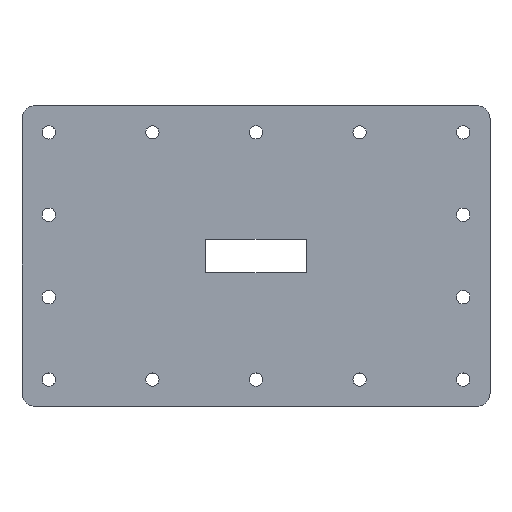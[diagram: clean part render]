
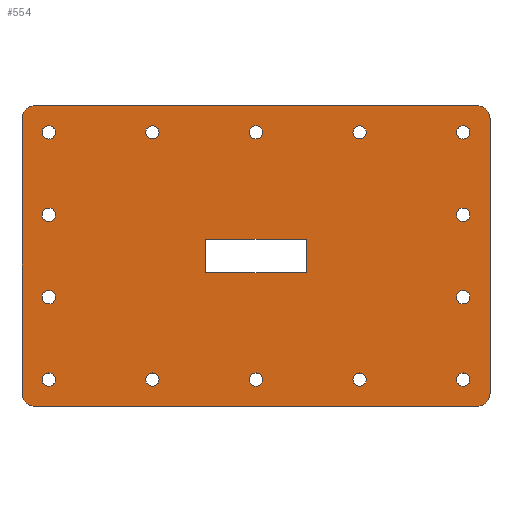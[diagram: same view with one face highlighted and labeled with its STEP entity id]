
A CAD part, top view. The second image highlights one B-rep face of the part: STEP entity #554.
In plain terms, the highlighted planar face has unit normal (0, 0, 1).
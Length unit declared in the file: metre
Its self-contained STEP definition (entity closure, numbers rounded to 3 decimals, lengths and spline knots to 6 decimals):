
#21=CIRCLE('',#572,0.02);
#23=CIRCLE('',#576,0.02);
#25=CIRCLE('',#580,0.02);
#26=CIRCLE('',#586,0.01);
#28=CIRCLE('',#589,0.01);
#30=CIRCLE('',#592,0.01);
#32=CIRCLE('',#595,0.01);
#34=CIRCLE('',#598,0.01);
#36=CIRCLE('',#601,0.01);
#38=CIRCLE('',#604,0.01);
#40=CIRCLE('',#607,0.01);
#42=CIRCLE('',#610,0.01);
#44=CIRCLE('',#613,0.01);
#46=CIRCLE('',#616,0.01);
#48=CIRCLE('',#619,0.01);
#50=CIRCLE('',#622,0.01);
#52=CIRCLE('',#625,0.01);
#55=CIRCLE('',#630,0.02);
#150=ORIENTED_EDGE('',*,*,#226,.F.);
#151=ORIENTED_EDGE('',*,*,#230,.T.);
#152=ORIENTED_EDGE('',*,*,#233,.T.);
#153=ORIENTED_EDGE('',*,*,#263,.F.);
#154=ORIENTED_EDGE('',*,*,#260,.T.);
#155=ORIENTED_EDGE('',*,*,#258,.T.);
#156=ORIENTED_EDGE('',*,*,#256,.T.);
#157=ORIENTED_EDGE('',*,*,#254,.T.);
#158=ORIENTED_EDGE('',*,*,#252,.T.);
#159=ORIENTED_EDGE('',*,*,#250,.T.);
#160=ORIENTED_EDGE('',*,*,#248,.F.);
#161=ORIENTED_EDGE('',*,*,#246,.F.);
#162=ORIENTED_EDGE('',*,*,#244,.F.);
#163=ORIENTED_EDGE('',*,*,#242,.F.);
#164=ORIENTED_EDGE('',*,*,#240,.F.);
#165=ORIENTED_EDGE('',*,*,#238,.F.);
#166=ORIENTED_EDGE('',*,*,#236,.F.);
#167=ORIENTED_EDGE('',*,*,#234,.F.);
#168=ORIENTED_EDGE('',*,*,#204,.T.);
#169=ORIENTED_EDGE('',*,*,#208,.T.);
#170=ORIENTED_EDGE('',*,*,#211,.F.);
#171=ORIENTED_EDGE('',*,*,#214,.T.);
#172=ORIENTED_EDGE('',*,*,#217,.F.);
#173=ORIENTED_EDGE('',*,*,#220,.T.);
#174=ORIENTED_EDGE('',*,*,#223,.T.);
#175=ORIENTED_EDGE('',*,*,#265,.T.);
#204=EDGE_CURVE('',#269,#268,#320,.T.);
#208=EDGE_CURVE('',#268,#271,#21,.T.);
#211=EDGE_CURVE('',#273,#271,#325,.T.);
#214=EDGE_CURVE('',#273,#275,#23,.T.);
#217=EDGE_CURVE('',#277,#275,#329,.T.);
#220=EDGE_CURVE('',#277,#279,#25,.T.);
#223=EDGE_CURVE('',#279,#281,#333,.T.);
#226=EDGE_CURVE('',#284,#285,#336,.T.);
#230=EDGE_CURVE('',#284,#287,#340,.T.);
#233=EDGE_CURVE('',#287,#289,#343,.T.);
#234=EDGE_CURVE('',#290,#290,#26,.T.);
#236=EDGE_CURVE('',#292,#292,#28,.T.);
#238=EDGE_CURVE('',#294,#294,#30,.T.);
#240=EDGE_CURVE('',#296,#296,#32,.T.);
#242=EDGE_CURVE('',#298,#298,#34,.T.);
#244=EDGE_CURVE('',#300,#300,#36,.T.);
#246=EDGE_CURVE('',#302,#302,#38,.T.);
#248=EDGE_CURVE('',#304,#304,#40,.T.);
#250=EDGE_CURVE('',#306,#306,#42,.T.);
#252=EDGE_CURVE('',#308,#308,#44,.T.);
#254=EDGE_CURVE('',#310,#310,#46,.T.);
#256=EDGE_CURVE('',#312,#312,#48,.T.);
#258=EDGE_CURVE('',#314,#314,#50,.T.);
#260=EDGE_CURVE('',#316,#316,#52,.T.);
#263=EDGE_CURVE('',#285,#289,#345,.T.);
#265=EDGE_CURVE('',#281,#269,#55,.T.);
#268=VERTEX_POINT('',#797);
#269=VERTEX_POINT('',#799);
#271=VERTEX_POINT('',#805);
#273=VERTEX_POINT('',#811);
#275=VERTEX_POINT('',#817);
#277=VERTEX_POINT('',#823);
#279=VERTEX_POINT('',#829);
#281=VERTEX_POINT('',#835);
#284=VERTEX_POINT('',#842);
#285=VERTEX_POINT('',#844);
#287=VERTEX_POINT('',#850);
#289=VERTEX_POINT('',#856);
#290=VERTEX_POINT('',#860);
#292=VERTEX_POINT('',#865);
#294=VERTEX_POINT('',#870);
#296=VERTEX_POINT('',#875);
#298=VERTEX_POINT('',#880);
#300=VERTEX_POINT('',#885);
#302=VERTEX_POINT('',#890);
#304=VERTEX_POINT('',#895);
#306=VERTEX_POINT('',#900);
#308=VERTEX_POINT('',#905);
#310=VERTEX_POINT('',#910);
#312=VERTEX_POINT('',#915);
#314=VERTEX_POINT('',#920);
#316=VERTEX_POINT('',#925);
#320=LINE('',#798,#348);
#325=LINE('',#812,#353);
#329=LINE('',#824,#357);
#333=LINE('',#836,#361);
#336=LINE('',#843,#364);
#340=LINE('',#851,#368);
#343=LINE('',#857,#371);
#345=LINE('',#930,#373);
#348=VECTOR('',#639,1.);
#353=VECTOR('',#652,1.);
#357=VECTOR('',#664,1.);
#361=VECTOR('',#676,1.);
#364=VECTOR('',#681,1.);
#368=VECTOR('',#687,1.);
#371=VECTOR('',#692,1.);
#373=VECTOR('',#780,1.);
#414=EDGE_LOOP('',(#150,#151,#152,#153));
#415=EDGE_LOOP('',(#154));
#416=EDGE_LOOP('',(#155));
#417=EDGE_LOOP('',(#156));
#418=EDGE_LOOP('',(#157));
#419=EDGE_LOOP('',(#158));
#420=EDGE_LOOP('',(#159));
#421=EDGE_LOOP('',(#160));
#422=EDGE_LOOP('',(#161));
#423=EDGE_LOOP('',(#162));
#424=EDGE_LOOP('',(#163));
#425=EDGE_LOOP('',(#164));
#426=EDGE_LOOP('',(#165));
#427=EDGE_LOOP('',(#166));
#428=EDGE_LOOP('',(#167));
#429=EDGE_LOOP('',(#168,#169,#170,#171,#172,#173,#174,#175));
#486=FACE_BOUND('',#414,.T.);
#487=FACE_BOUND('',#415,.T.);
#488=FACE_BOUND('',#416,.T.);
#489=FACE_BOUND('',#417,.T.);
#490=FACE_BOUND('',#418,.T.);
#491=FACE_BOUND('',#419,.T.);
#492=FACE_BOUND('',#420,.T.);
#493=FACE_BOUND('',#421,.T.);
#494=FACE_BOUND('',#422,.T.);
#495=FACE_BOUND('',#423,.T.);
#496=FACE_BOUND('',#424,.T.);
#497=FACE_BOUND('',#425,.T.);
#498=FACE_BOUND('',#426,.T.);
#499=FACE_BOUND('',#427,.T.);
#500=FACE_BOUND('',#428,.T.);
#501=FACE_BOUND('',#429,.T.);
#526=PLANE('',#631);
#554=ADVANCED_FACE('',(#486,#487,#488,#489,#490,#491,#492,#493,#494,#495,
#496,#497,#498,#499,#500,#501),#526,.T.);
#572=AXIS2_PLACEMENT_3D('',#806,#646,#647);
#576=AXIS2_PLACEMENT_3D('',#818,#658,#659);
#580=AXIS2_PLACEMENT_3D('',#830,#670,#671);
#586=AXIS2_PLACEMENT_3D('',#859,#695,#696);
#589=AXIS2_PLACEMENT_3D('',#864,#701,#702);
#592=AXIS2_PLACEMENT_3D('',#869,#707,#708);
#595=AXIS2_PLACEMENT_3D('',#874,#713,#714);
#598=AXIS2_PLACEMENT_3D('',#879,#719,#720);
#601=AXIS2_PLACEMENT_3D('',#884,#725,#726);
#604=AXIS2_PLACEMENT_3D('',#889,#731,#732);
#607=AXIS2_PLACEMENT_3D('',#894,#737,#738);
#610=AXIS2_PLACEMENT_3D('',#899,#743,#744);
#613=AXIS2_PLACEMENT_3D('',#904,#749,#750);
#616=AXIS2_PLACEMENT_3D('',#909,#755,#756);
#619=AXIS2_PLACEMENT_3D('',#914,#761,#762);
#622=AXIS2_PLACEMENT_3D('',#919,#767,#768);
#625=AXIS2_PLACEMENT_3D('',#924,#773,#774);
#630=AXIS2_PLACEMENT_3D('',#933,#785,#786);
#631=AXIS2_PLACEMENT_3D('',#934,#787,#788);
#639=DIRECTION('',(0.,-1.,0.));
#646=DIRECTION('',(0.,0.,1.));
#647=DIRECTION('',(1.,0.,0.));
#652=DIRECTION('',(-1.,0.,0.));
#658=DIRECTION('',(0.,0.,1.));
#659=DIRECTION('',(1.,0.,0.));
#664=DIRECTION('',(0.,-1.,0.));
#670=DIRECTION('',(0.,0.,1.));
#671=DIRECTION('',(1.,0.,0.));
#676=DIRECTION('',(-1.,0.,0.));
#681=DIRECTION('',(-1.,0.,0.));
#687=DIRECTION('',(0.,-1.,0.));
#692=DIRECTION('',(-1.,0.,0.));
#695=DIRECTION('',(0.,0.,1.));
#696=DIRECTION('',(1.,0.,0.));
#701=DIRECTION('',(0.,0.,1.));
#702=DIRECTION('',(1.,0.,0.));
#707=DIRECTION('',(0.,0.,1.));
#708=DIRECTION('',(1.,0.,0.));
#713=DIRECTION('',(0.,0.,1.));
#714=DIRECTION('',(1.,0.,0.));
#719=DIRECTION('',(0.,0.,1.));
#720=DIRECTION('',(1.,0.,0.));
#725=DIRECTION('',(0.,0.,1.));
#726=DIRECTION('',(1.,0.,0.));
#731=DIRECTION('',(0.,0.,1.));
#732=DIRECTION('',(1.,0.,0.));
#737=DIRECTION('',(0.,0.,1.));
#738=DIRECTION('',(1.,0.,0.));
#743=DIRECTION('',(0.,0.,-1.));
#744=DIRECTION('',(1.,0.,0.));
#749=DIRECTION('',(0.,0.,-1.));
#750=DIRECTION('',(1.,0.,0.));
#755=DIRECTION('',(0.,0.,-1.));
#756=DIRECTION('',(1.,0.,0.));
#761=DIRECTION('',(0.,0.,-1.));
#762=DIRECTION('',(1.,0.,0.));
#767=DIRECTION('',(0.,0.,-1.));
#768=DIRECTION('',(1.,0.,0.));
#773=DIRECTION('',(0.,0.,-1.));
#774=DIRECTION('',(1.,0.,0.));
#780=DIRECTION('',(0.,-1.,0.));
#785=DIRECTION('',(0.,0.,1.));
#786=DIRECTION('',(1.,0.,0.));
#787=DIRECTION('',(0.,0.,1.));
#788=DIRECTION('',(1.,0.,0.));
#797=CARTESIAN_POINT('',(-0.35,-0.205,0.006));
#798=CARTESIAN_POINT('',(-0.35,0.,0.006));
#799=CARTESIAN_POINT('',(-0.35,0.205,0.006));
#805=CARTESIAN_POINT('',(-0.33,-0.225,0.006));
#806=CARTESIAN_POINT('',(-0.33,-0.205,0.006));
#811=CARTESIAN_POINT('',(0.33,-0.225,0.006));
#812=CARTESIAN_POINT('',(0.,-0.225,0.006));
#817=CARTESIAN_POINT('',(0.35,-0.205,0.006));
#818=CARTESIAN_POINT('',(0.33,-0.205,0.006));
#823=CARTESIAN_POINT('',(0.35,0.205,0.006));
#824=CARTESIAN_POINT('',(0.35,0.,0.006));
#829=CARTESIAN_POINT('',(0.33,0.225,0.006));
#830=CARTESIAN_POINT('',(0.33,0.205,0.006));
#835=CARTESIAN_POINT('',(-0.33,0.225,0.006));
#836=CARTESIAN_POINT('',(0.,0.225,0.006));
#842=CARTESIAN_POINT('',(0.075,0.025,0.006));
#843=CARTESIAN_POINT('',(0.,0.025,0.006));
#844=CARTESIAN_POINT('',(-0.075,0.025,0.006));
#850=CARTESIAN_POINT('',(0.075,-0.025,0.006));
#851=CARTESIAN_POINT('',(0.075,0.,0.006));
#856=CARTESIAN_POINT('',(-0.075,-0.025,0.006));
#857=CARTESIAN_POINT('',(0.,-0.025,0.006));
#859=CARTESIAN_POINT('',(-0.31,-0.185,0.006));
#860=CARTESIAN_POINT('',(-0.3,-0.185,0.006));
#864=CARTESIAN_POINT('',(-0.155,-0.185,0.006));
#865=CARTESIAN_POINT('',(-0.145,-0.185,0.006));
#869=CARTESIAN_POINT('',(0.,-0.185,0.006));
#870=CARTESIAN_POINT('',(0.01,-0.185,0.006));
#874=CARTESIAN_POINT('',(0.155,-0.185,0.006));
#875=CARTESIAN_POINT('',(0.165,-0.185,0.006));
#879=CARTESIAN_POINT('',(0.31,-0.185,0.006));
#880=CARTESIAN_POINT('',(0.32,-0.185,0.006));
#884=CARTESIAN_POINT('',(-0.31,-0.06167,0.006));
#885=CARTESIAN_POINT('',(-0.3,-0.06167,0.006));
#889=CARTESIAN_POINT('',(-0.31,0.06166,0.006));
#890=CARTESIAN_POINT('',(-0.3,0.06166,0.006));
#894=CARTESIAN_POINT('',(-0.31,0.18499,0.006));
#895=CARTESIAN_POINT('',(-0.3,0.18499,0.006));
#899=CARTESIAN_POINT('',(0.31,0.06166,0.006));
#900=CARTESIAN_POINT('',(0.32,0.06166,0.006));
#904=CARTESIAN_POINT('',(0.155,0.185,0.006));
#905=CARTESIAN_POINT('',(0.165,0.185,0.006));
#909=CARTESIAN_POINT('',(-0.155,0.185,0.006));
#910=CARTESIAN_POINT('',(-0.145,0.185,0.006));
#914=CARTESIAN_POINT('',(0.,0.185,0.006));
#915=CARTESIAN_POINT('',(0.01,0.185,0.006));
#919=CARTESIAN_POINT('',(0.31,0.18499,0.006));
#920=CARTESIAN_POINT('',(0.32,0.18499,0.006));
#924=CARTESIAN_POINT('',(0.31,-0.06167,0.006));
#925=CARTESIAN_POINT('',(0.32,-0.06167,0.006));
#930=CARTESIAN_POINT('',(-0.075,0.,0.006));
#933=CARTESIAN_POINT('',(-0.33,0.205,0.006));
#934=CARTESIAN_POINT('',(0.,0.,0.006));
